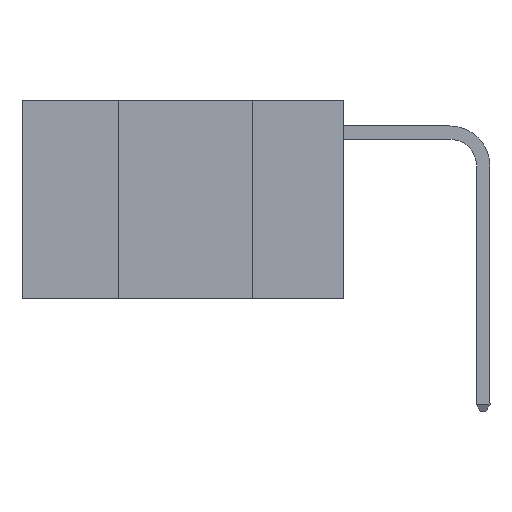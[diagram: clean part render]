
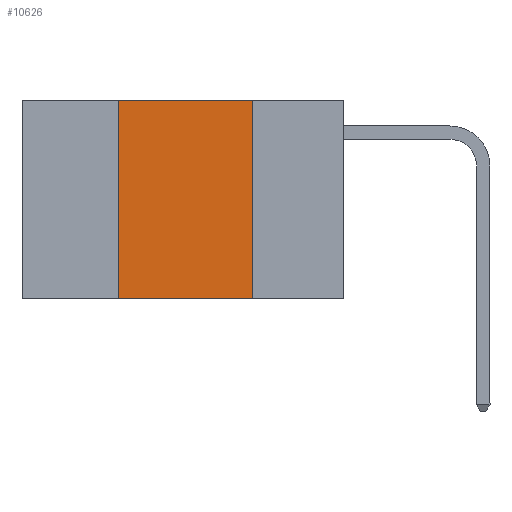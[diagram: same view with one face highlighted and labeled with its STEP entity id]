
A CAD part, left-side view. The second image highlights one B-rep face of the part: STEP entity #10626.
In plain terms, the highlighted planar face has unit normal (-1, 0, 0).
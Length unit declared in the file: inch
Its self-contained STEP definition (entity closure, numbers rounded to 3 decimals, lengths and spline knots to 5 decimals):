
#78 = AXIS2_PLACEMENT_3D ( 'NONE', #9971, #10841, #5535 ) ;
#195 = VERTEX_POINT ( 'NONE', #4976 ) ;
#1031 = VECTOR ( 'NONE', #8732, 39.37008 ) ;
#1720 = VECTOR ( 'NONE', #2652, 39.37008 ) ;
#2652 = DIRECTION ( 'NONE',  ( 0., 0., -1. ) ) ;
#2882 = DIRECTION ( 'NONE',  ( 0., -1., 0. ) ) ;
#3177 = CARTESIAN_POINT ( 'NONE',  ( 0., 0.42, 0. ) ) ;
#3516 = CARTESIAN_POINT ( 'NONE',  ( 0., 0.17, 0. ) ) ;
#3720 = PLANE ( 'NONE',  #78 ) ;
#3809 = EDGE_CURVE ( 'NONE', #10996, #195, #6610, .T. ) ;
#3881 = ORIENTED_EDGE ( 'NONE', *, *, #3809, .T. ) ;
#4106 = DIRECTION ( 'NONE',  ( 0., 0., 1. ) ) ;
#4132 = LINE ( 'NONE', #3516, #1720 ) ;
#4160 = FACE_OUTER_BOUND ( 'NONE', #5076, .T. ) ;
#4178 = VECTOR ( 'NONE', #2882, 39.37008 ) ;
#4788 = ORIENTED_EDGE ( 'NONE', *, *, #5604, .F. ) ;
#4976 = CARTESIAN_POINT ( 'NONE',  ( 0., 0.17, -0.37 ) ) ;
#5076 = EDGE_LOOP ( 'NONE', ( #4788, #7776, #7234, #3881 ) ) ;
#5535 = DIRECTION ( 'NONE',  ( 0., 0., -1. ) ) ;
#5604 = EDGE_CURVE ( 'NONE', #7178, #195, #4132, .T. ) ;
#6035 = CARTESIAN_POINT ( 'NONE',  ( 0., 0.6, 0. ) ) ;
#6509 = EDGE_CURVE ( 'NONE', #10996, #9621, #11211, .T. ) ;
#6610 = LINE ( 'NONE', #7436, #4178 ) ;
#6725 = CARTESIAN_POINT ( 'NONE',  ( 0., 0.42, 0. ) ) ;
#6975 = CARTESIAN_POINT ( 'NONE',  ( 0., 0.42, -0.37 ) ) ;
#7178 = VERTEX_POINT ( 'NONE', #7678 ) ;
#7234 = ORIENTED_EDGE ( 'NONE', *, *, #6509, .F. ) ;
#7436 = CARTESIAN_POINT ( 'NONE',  ( 0., 0.6, -0.37 ) ) ;
#7678 = CARTESIAN_POINT ( 'NONE',  ( 0., 0.17, 0. ) ) ;
#7776 = ORIENTED_EDGE ( 'NONE', *, *, #9110, .F. ) ;
#8280 = LINE ( 'NONE', #6035, #1031 ) ;
#8732 = DIRECTION ( 'NONE',  ( 0., -1., 0. ) ) ;
#9110 = EDGE_CURVE ( 'NONE', #9621, #7178, #8280, .T. ) ;
#9621 = VERTEX_POINT ( 'NONE', #6725 ) ;
#9971 = CARTESIAN_POINT ( 'NONE',  ( 0., 0.6, 0. ) ) ;
#10626 = ADVANCED_FACE ( 'NONE', ( #4160 ), #3720, .F. ) ;
#10841 = DIRECTION ( 'NONE',  ( 1., 0., 0. ) ) ;
#10996 = VERTEX_POINT ( 'NONE', #6975 ) ;
#11211 = LINE ( 'NONE', #3177, #11498 ) ;
#11498 = VECTOR ( 'NONE', #4106, 39.37008 ) ;
